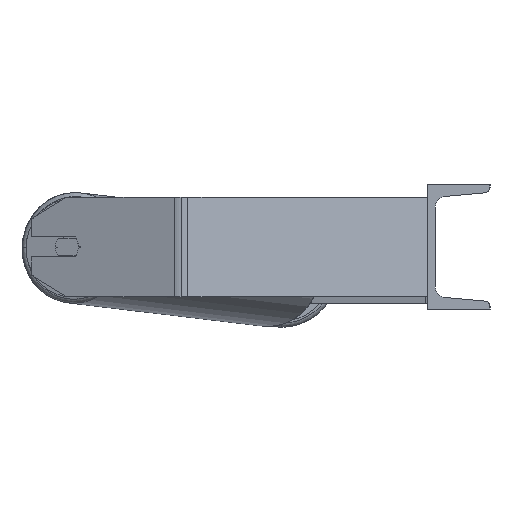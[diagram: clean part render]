
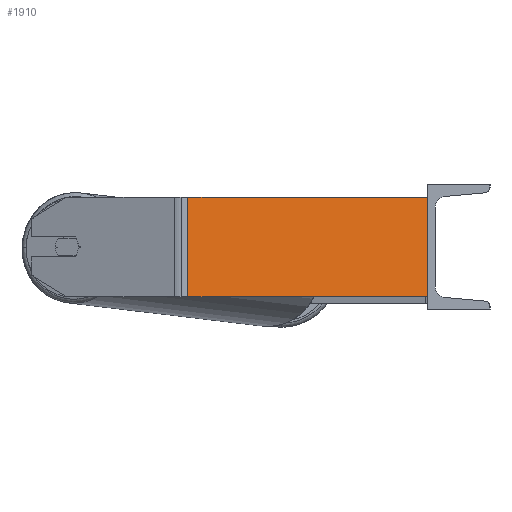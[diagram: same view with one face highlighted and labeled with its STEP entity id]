
A CAD part, left-side view. The second image highlights one B-rep face of the part: STEP entity #1910.
In plain terms, the highlighted planar face has unit normal (-0.94, -0.342, 0).
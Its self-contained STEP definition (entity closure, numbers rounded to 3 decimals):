
#213 = VECTOR ( 'NONE', #3884, 1000. ) ;
#891 = ORIENTED_EDGE ( 'NONE', *, *, #9124, .T. ) ;
#973 = LINE ( 'NONE', #5953, #3518 ) ;
#1513 = VERTEX_POINT ( 'NONE', #4833 ) ;
#1910 = ADVANCED_FACE ( 'NONE', ( #3291 ), #8816, .F. ) ;
#2094 = VERTEX_POINT ( 'NONE', #7173 ) ;
#2399 = DIRECTION ( 'NONE',  ( -0.342, 0.94, 0. ) ) ;
#2486 = CARTESIAN_POINT ( 'NONE',  ( -755.033, 192.413, 40. ) ) ;
#2545 = EDGE_LOOP ( 'NONE', ( #891, #4550, #7601, #4647 ) ) ;
#3151 = CARTESIAN_POINT ( 'NONE',  ( -757.024, 197.885, 40. ) ) ;
#3291 = FACE_OUTER_BOUND ( 'NONE', #2545, .T. ) ;
#3518 = VECTOR ( 'NONE', #6595, 1000. ) ;
#3750 = CARTESIAN_POINT ( 'NONE',  ( -685., 0., -40. ) ) ;
#3798 = LINE ( 'NONE', #3151, #213 ) ;
#3816 = VERTEX_POINT ( 'NONE', #4106 ) ;
#3884 = DIRECTION ( 'NONE',  ( 0.342, -0.94, 0. ) ) ;
#3885 = CARTESIAN_POINT ( 'NONE',  ( -757.024, 197.885, 40. ) ) ;
#4106 = CARTESIAN_POINT ( 'NONE',  ( -755.033, 192.413, 40. ) ) ;
#4326 = EDGE_CURVE ( 'NONE', #3816, #2094, #3798, .T. ) ;
#4363 = VERTEX_POINT ( 'NONE', #3750 ) ;
#4550 = ORIENTED_EDGE ( 'NONE', *, *, #6568, .F. ) ;
#4647 = ORIENTED_EDGE ( 'NONE', *, *, #5861, .T. ) ;
#4833 = CARTESIAN_POINT ( 'NONE',  ( -755.033, 192.413, -40. ) ) ;
#4837 = LINE ( 'NONE', #5017, #5076 ) ;
#5017 = CARTESIAN_POINT ( 'NONE',  ( -757.024, 197.885, -40. ) ) ;
#5076 = VECTOR ( 'NONE', #6425, 1000. ) ;
#5257 = LINE ( 'NONE', #2486, #7752 ) ;
#5708 = AXIS2_PLACEMENT_3D ( 'NONE', #3885, #6676, #2399 ) ;
#5861 = EDGE_CURVE ( 'NONE', #3816, #1513, #5257, .T. ) ;
#5953 = CARTESIAN_POINT ( 'NONE',  ( -685., 0., 40. ) ) ;
#6425 = DIRECTION ( 'NONE',  ( 0.342, -0.94, 0. ) ) ;
#6568 = EDGE_CURVE ( 'NONE', #2094, #4363, #973, .T. ) ;
#6595 = DIRECTION ( 'NONE',  ( 0., 0., -1. ) ) ;
#6676 = DIRECTION ( 'NONE',  ( 0.94, 0.342, 0. ) ) ;
#7173 = CARTESIAN_POINT ( 'NONE',  ( -685., 0., 40. ) ) ;
#7601 = ORIENTED_EDGE ( 'NONE', *, *, #4326, .F. ) ;
#7752 = VECTOR ( 'NONE', #8064, 1000. ) ;
#8064 = DIRECTION ( 'NONE',  ( 0., 0., -1. ) ) ;
#8816 = PLANE ( 'NONE',  #5708 ) ;
#9124 = EDGE_CURVE ( 'NONE', #1513, #4363, #4837, .T. ) ;
